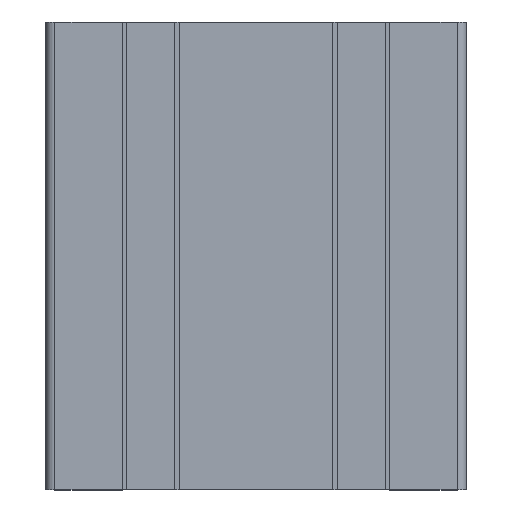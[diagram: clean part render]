
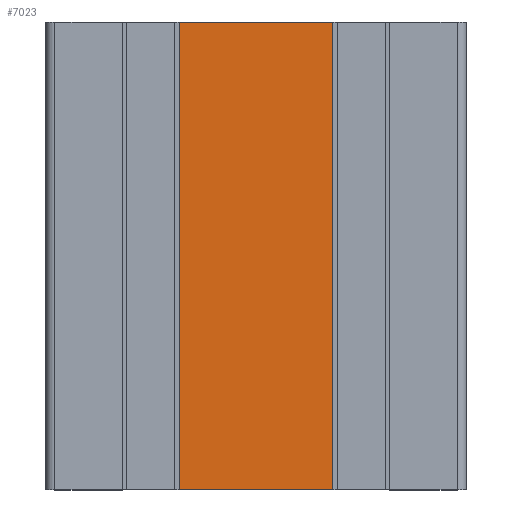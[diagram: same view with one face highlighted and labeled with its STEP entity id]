
A CAD part, top view. The second image highlights one B-rep face of the part: STEP entity #7023.
In plain terms, the highlighted planar face has unit normal (0, 0, 1).
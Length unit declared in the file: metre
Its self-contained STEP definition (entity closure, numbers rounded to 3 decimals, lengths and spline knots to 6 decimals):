
#583=FACE_OUTER_BOUND('',#929,.T.);
#929=EDGE_LOOP('',(#5539,#5540,#5541,#5542));
#1707=LINE('',#11231,#2555);
#1708=LINE('',#11234,#2556);
#1709=LINE('',#11236,#2557);
#1710=LINE('',#11237,#2558);
#2555=VECTOR('',#9178,0.1);
#2556=VECTOR('',#9181,0.0328);
#2557=VECTOR('',#9182,0.0328);
#2558=VECTOR('',#9183,0.1);
#3267=VERTEX_POINT('',#11227);
#3268=VERTEX_POINT('',#11229);
#3269=VERTEX_POINT('',#11233);
#3270=VERTEX_POINT('',#11235);
#4231=EDGE_CURVE('',#3268,#3267,#1707,.T.);
#4232=EDGE_CURVE('',#3269,#3267,#1708,.T.);
#4233=EDGE_CURVE('',#3270,#3268,#1709,.T.);
#4234=EDGE_CURVE('',#3270,#3269,#1710,.T.);
#5539=ORIENTED_EDGE('',*,*,#4232,.T.);
#5540=ORIENTED_EDGE('',*,*,#4231,.F.);
#5541=ORIENTED_EDGE('',*,*,#4233,.F.);
#5542=ORIENTED_EDGE('',*,*,#4234,.T.);
#6699=PLANE('',#7532);
#7023=ADVANCED_FACE('',(#583),#6699,.F.);
#7532=AXIS2_PLACEMENT_3D('',#11232,#9179,#9180);
#9178=DIRECTION('',(0.,1.,0.));
#9179=DIRECTION('center_axis',(0.,0.,-1.));
#9180=DIRECTION('ref_axis',(-1.,0.,0.));
#9181=DIRECTION('',(-1.,0.,0.));
#9182=DIRECTION('',(-1.,0.,0.));
#9183=DIRECTION('',(0.,1.,0.));
#11227=CARTESIAN_POINT('',(0.029899,1.019865,1.044506));
#11229=CARTESIAN_POINT('',(0.029899,0.919865,1.044506));
#11231=CARTESIAN_POINT('',(0.029899,0.919865,1.044506));
#11232=CARTESIAN_POINT('Origin',(0.029899,0.019865,
1.044506));
#11233=CARTESIAN_POINT('',(0.062699,1.019865,1.044506));
#11234=CARTESIAN_POINT('',(0.062699,1.019865,1.044506));
#11235=CARTESIAN_POINT('',(0.062699,0.919865,1.044506));
#11236=CARTESIAN_POINT('',(0.062699,0.919865,1.044506));
#11237=CARTESIAN_POINT('',(0.062699,0.919865,1.044506));
